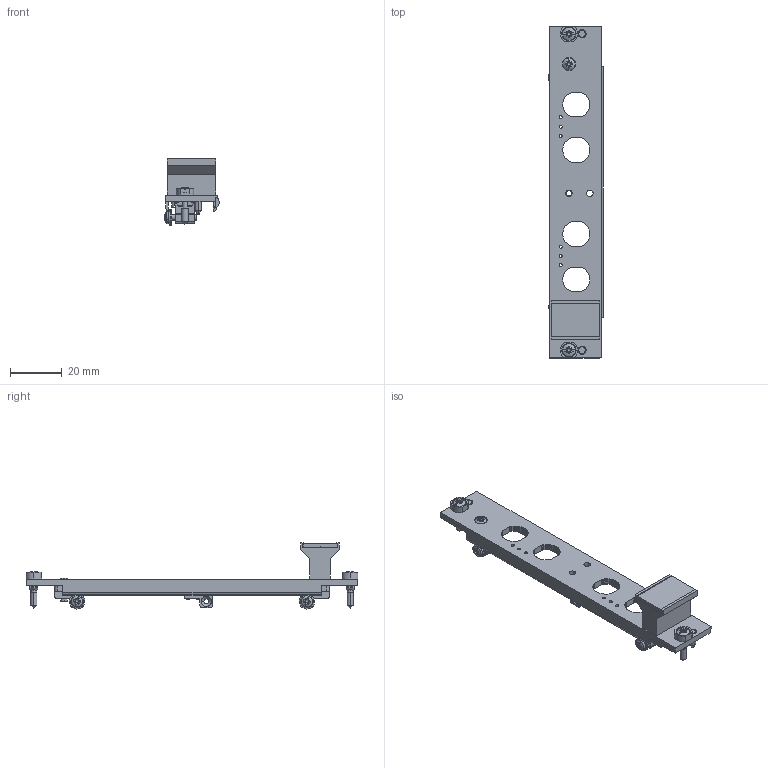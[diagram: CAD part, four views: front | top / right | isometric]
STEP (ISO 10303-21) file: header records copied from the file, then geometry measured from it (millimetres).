
FILE_DESCRIPTION(('FreeCAD Model'),'2;1');
FILE_NAME('Open CASCADE Shape Model','2024-10-29T17:44:25',(''),(''), 'Open CASCADE STEP processor 7.6','FreeCAD','Unknown');
FILE_SCHEMA(('CONFIG_CONTROL_DESIGN','SHAPE_APPEARANCE_LAYER_MIM'));
Length unit declared in the file: millimetre
Products named in the file (1): shuttler_front_panel
Bounding box: 21.11 x 128.4 x 25.6 mm (x, y, z)
Surface area: 14074.1 mm2 (no closed solid volume)
Topology: 0 solids, 1298 shells, 1298 faces, 7431 edges, 7321 vertices
Faces by surface type: plane 813, revolution 451, bspline 34
Entity records: 94366 total; most frequent: CARTESIAN_POINT 23088, DIRECTION 10346, ORIENTED_EDGE 7371, EDGE_CURVE 7371, VERTEX_POINT 7330, LINE 5135, VECTOR 5135, AXIS2_PLACEMENT_3D 2380
